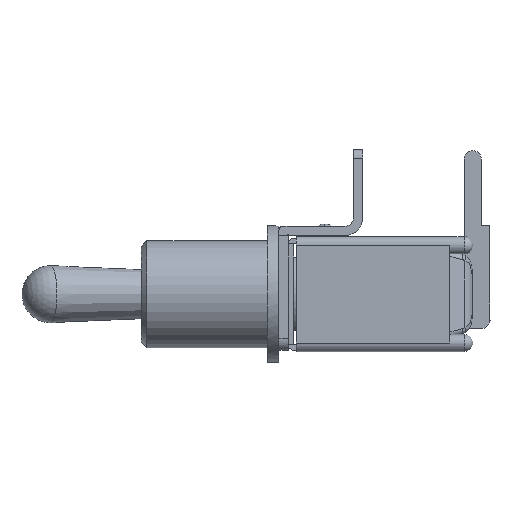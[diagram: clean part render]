
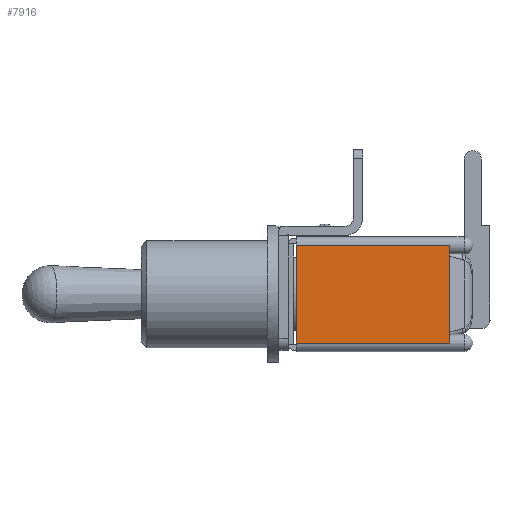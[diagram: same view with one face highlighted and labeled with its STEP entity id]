
A CAD part, left-side view. The second image highlights one B-rep face of the part: STEP entity #7916.
In plain terms, the highlighted planar face has unit normal (-1, 0, 0).
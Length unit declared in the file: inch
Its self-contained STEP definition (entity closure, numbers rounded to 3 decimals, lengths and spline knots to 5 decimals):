
#351=LINE('',#11694,#1228);
#567=LINE('',#12708,#1444);
#568=LINE('',#12728,#1445);
#569=LINE('',#12729,#1446);
#1228=VECTOR('',#9208,39.37008);
#1444=VECTOR('',#9666,39.37008);
#1445=VECTOR('',#9675,39.37008);
#1446=VECTOR('',#9676,39.37008);
#2033=PLANE('',#8448);
#3009=ORIENTED_EDGE('',*,*,#5248,.T.);
#3010=ORIENTED_EDGE('',*,*,#5244,.F.);
#3011=ORIENTED_EDGE('',*,*,#5249,.F.);
#3012=ORIENTED_EDGE('',*,*,#4944,.F.);
#4944=EDGE_CURVE('',#6103,#6104,#351,.T.);
#5244=EDGE_CURVE('',#6330,#6331,#567,.T.);
#5248=EDGE_CURVE('',#6103,#6331,#568,.T.);
#5249=EDGE_CURVE('',#6104,#6330,#569,.T.);
#6103=VERTEX_POINT('',#11693);
#6104=VERTEX_POINT('',#11695);
#6330=VERTEX_POINT('',#12707);
#6331=VERTEX_POINT('',#12709);
#6998=EDGE_LOOP('',(#3009,#3010,#3011,#3012));
#7461=FACE_BOUND('',#6998,.T.);
#7916=ADVANCED_FACE('',(#7461),#2033,.F.);
#8448=AXIS2_PLACEMENT_3D('',#12727,#9673,#9674);
#9208=DIRECTION('',(0.,1.,0.));
#9666=DIRECTION('',(0.,-1.,0.));
#9673=DIRECTION('',(1.,0.,0.));
#9674=DIRECTION('',(0.,1.,0.));
#9675=DIRECTION('',(0.,0.,1.));
#9676=DIRECTION('',(0.,0.,1.));
#11693=CARTESIAN_POINT('',(-0.16,-0.069,-0.085));
#11694=CARTESIAN_POINT('',(-0.16,-0.069,-0.085));
#11695=CARTESIAN_POINT('',(-0.16,0.198,-0.085));
#12707=CARTESIAN_POINT('',(-0.16,0.198,0.085));
#12708=CARTESIAN_POINT('',(-0.16,-0.069,0.085));
#12709=CARTESIAN_POINT('',(-0.16,-0.069,0.085));
#12727=CARTESIAN_POINT('',(-0.16,0.2075,0.));
#12728=CARTESIAN_POINT('',(-0.16,-0.069,0.));
#12729=CARTESIAN_POINT('',(-0.16,0.198,-0.1));
